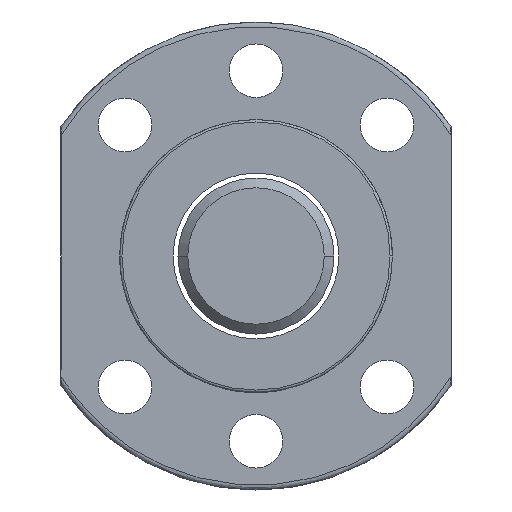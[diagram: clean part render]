
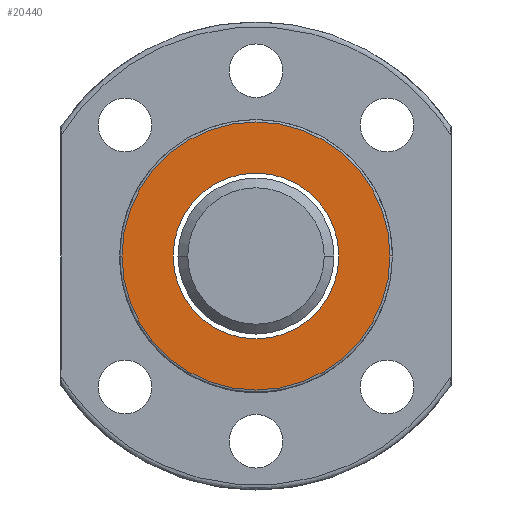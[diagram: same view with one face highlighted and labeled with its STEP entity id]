
A CAD part, left-side view. The second image highlights one B-rep face of the part: STEP entity #20440.
In plain terms, the highlighted planar face has unit normal (-1, 0, 0).
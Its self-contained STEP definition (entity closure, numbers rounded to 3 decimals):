
#169 = DIRECTION ( 'NONE',  ( 1., 0., 0. ) ) ;
#574 = DIRECTION ( 'NONE',  ( 0., 1., 0. ) ) ;
#2282 = DIRECTION ( 'NONE',  ( 0., 1., 0. ) ) ;
#3068 = FACE_BOUND ( 'NONE', #20303, .T. ) ;
#3485 = CARTESIAN_POINT ( 'NONE',  ( -51.9, 0., 0. ) ) ;
#4042 = AXIS2_PLACEMENT_3D ( 'NONE', #16931, #169, #22264 ) ;
#4754 = CIRCLE ( 'NONE', #5975, 8.5 ) ;
#4877 = ORIENTED_EDGE ( 'NONE', *, *, #15496, .F. ) ;
#5975 = AXIS2_PLACEMENT_3D ( 'NONE', #3485, #23916, #23668 ) ;
#9435 = VERTEX_POINT ( 'NONE', #14826 ) ;
#10260 = ORIENTED_EDGE ( 'NONE', *, *, #19921, .F. ) ;
#10429 = DIRECTION ( 'NONE',  ( 1., 0., 0. ) ) ;
#10848 = EDGE_CURVE ( 'NONE', #9435, #20050, #21912, .T. ) ;
#11657 = CIRCLE ( 'NONE', #17498, 8.5 ) ;
#11710 = DIRECTION ( 'NONE',  ( -1., 0., 0. ) ) ;
#11801 = CARTESIAN_POINT ( 'NONE',  ( -51.9, -8.5, 0. ) ) ;
#13277 = PLANE ( 'NONE',  #16534 ) ;
#13354 = DIRECTION ( 'NONE',  ( 1., 0., 0. ) ) ;
#13425 = FACE_OUTER_BOUND ( 'NONE', #15191, .T. ) ;
#14260 = CIRCLE ( 'NONE', #4042, 13.75 ) ;
#14826 = CARTESIAN_POINT ( 'NONE',  ( -51.9, -13.75, 0. ) ) ;
#15191 = EDGE_LOOP ( 'NONE', ( #10260, #20510 ) ) ;
#15281 = EDGE_CURVE ( 'NONE', #17042, #16251, #4754, .T. ) ;
#15496 = EDGE_CURVE ( 'NONE', #16251, #17042, #11657, .T. ) ;
#15525 = ORIENTED_EDGE ( 'NONE', *, *, #15281, .F. ) ;
#15947 = CARTESIAN_POINT ( 'NONE',  ( -51.9, 0., 0. ) ) ;
#16251 = VERTEX_POINT ( 'NONE', #11801 ) ;
#16534 = AXIS2_PLACEMENT_3D ( 'NONE', #16746, #13354, #2282 ) ;
#16746 = CARTESIAN_POINT ( 'NONE',  ( -51.9, 11.125, 0. ) ) ;
#16931 = CARTESIAN_POINT ( 'NONE',  ( -51.9, 0., 0. ) ) ;
#17042 = VERTEX_POINT ( 'NONE', #22242 ) ;
#17498 = AXIS2_PLACEMENT_3D ( 'NONE', #22746, #11710, #574 ) ;
#19687 = DIRECTION ( 'NONE',  ( 0., 1., 0. ) ) ;
#19921 = EDGE_CURVE ( 'NONE', #20050, #9435, #14260, .T. ) ;
#20050 = VERTEX_POINT ( 'NONE', #21362 ) ;
#20303 = EDGE_LOOP ( 'NONE', ( #15525, #4877 ) ) ;
#20440 = ADVANCED_FACE ( 'NONE', ( #3068, #13425 ), #13277, .F. ) ;
#20510 = ORIENTED_EDGE ( 'NONE', *, *, #10848, .F. ) ;
#20673 = AXIS2_PLACEMENT_3D ( 'NONE', #15947, #10429, #19687 ) ;
#21362 = CARTESIAN_POINT ( 'NONE',  ( -51.9, 13.75, 0. ) ) ;
#21912 = CIRCLE ( 'NONE', #20673, 13.75 ) ;
#22242 = CARTESIAN_POINT ( 'NONE',  ( -51.9, 8.5, 0. ) ) ;
#22264 = DIRECTION ( 'NONE',  ( 0., 1., 0. ) ) ;
#22746 = CARTESIAN_POINT ( 'NONE',  ( -51.9, 0., 0. ) ) ;
#23668 = DIRECTION ( 'NONE',  ( 0., 1., 0. ) ) ;
#23916 = DIRECTION ( 'NONE',  ( -1., 0., 0. ) ) ;
